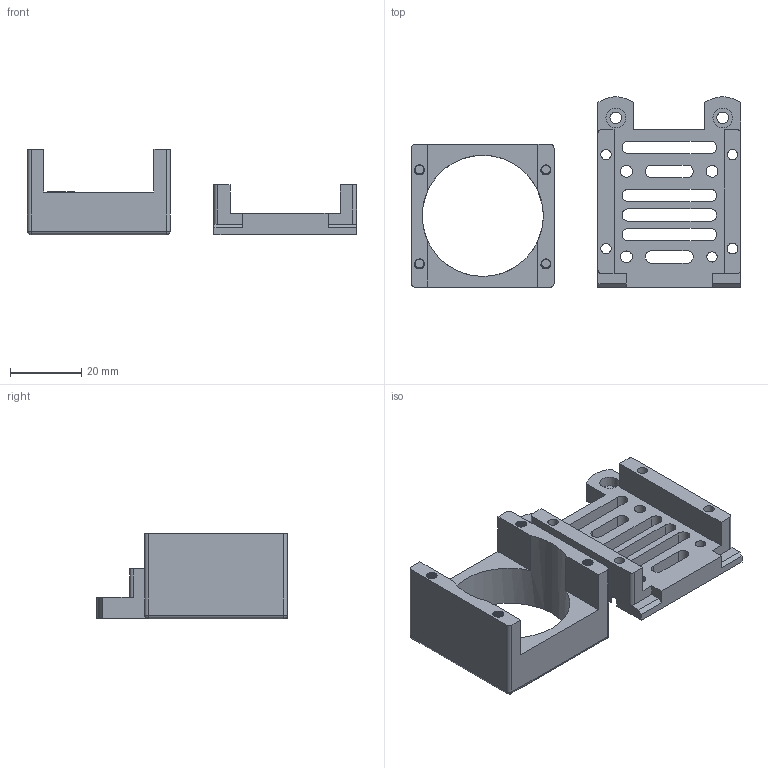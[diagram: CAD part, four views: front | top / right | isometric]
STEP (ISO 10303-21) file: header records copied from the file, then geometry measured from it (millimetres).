
FILE_DESCRIPTION(/* description */ (''),/* implementation_level */ '2;1');
FILE_NAME(/* name */ '2in1_toolhead_housing.step',/* time_stamp */ '2020-04-19T14:17:47+02:00',/* author */ (''),/* organization */ (''),/* preprocessor_version */ 'ST-DEVELOPER v18.1',/* originating_system */ 'Autodesk Translation Framework v9.2.0.1227',/* authorisation */ '');
FILE_SCHEMA (('AUTOMOTIVE_DESIGN { 1 0 10303 214 3 1 1 }'));
Length unit declared in the file: millimetre
Products named in the file (3): 2in1_toolhead_housing; 2in1_toolhead_housing_rear; 2in1_toolhead_housing_front
Assembly tree (2 placements, depth 2):
  2in1_toolhead_housing
    2in1_toolhead_housing_rear
    2in1_toolhead_housing_front
Bounding box: 92.33 x 53.42 x 24 mm (x, y, z)
Volume: 22494.9 mm3; surface area: 16057.5 mm2
Topology: 2 solids, 2 shells, 548 faces, 1434 edges, 899 vertices
Faces by surface type: cylinder 459, plane 61, bspline 16, cone 8, sphere 4
Full cylindrical faces by diameter (mm): 2.529 x196, 2.9 x4, 3 x1, 3.086 x184, 3.3 x5, 5.5 x6, 34 x1
Entity records: 35970 total; most frequent: CARTESIAN_POINT 23783, ORIENTED_EDGE 2868, DIRECTION 1933, EDGE_CURVE 1434, VERTEX_POINT 899, B_SPLINE_CURVE_WITH_KNOTS 704, AXIS2_PLACEMENT_3D 673, EDGE_LOOP 591
